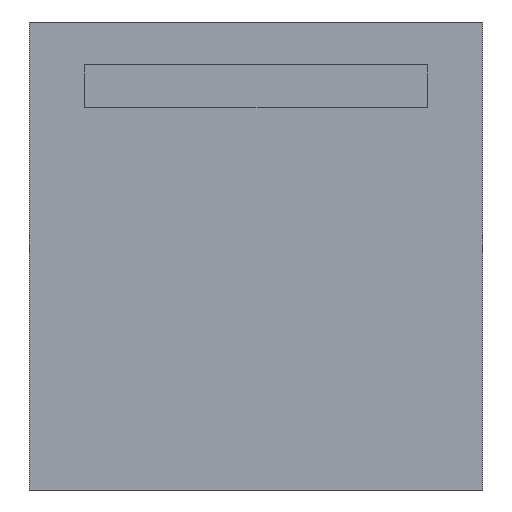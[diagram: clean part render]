
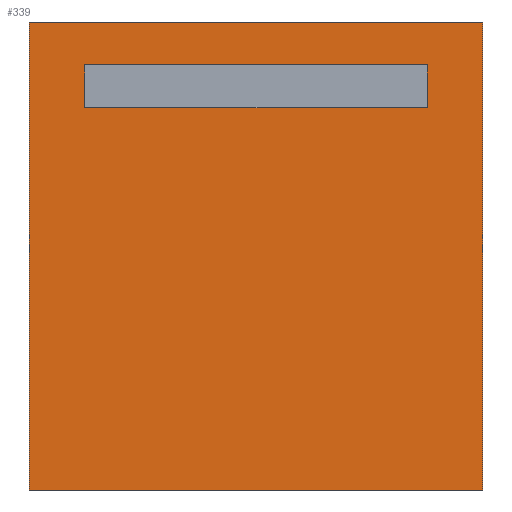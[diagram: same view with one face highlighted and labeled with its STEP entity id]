
A CAD part, left-side view. The second image highlights one B-rep face of the part: STEP entity #339.
In plain terms, the highlighted planar face has unit normal (-1, 0, 0).
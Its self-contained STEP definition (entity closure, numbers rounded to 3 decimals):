
#14 = VERTEX_POINT ( 'NONE', #760 ) ;
#69 = CARTESIAN_POINT ( 'NONE',  ( -6.75, 6., 13.38 ) ) ;
#77 = ORIENTED_EDGE ( 'NONE', *, *, #998, .T. ) ;
#100 = DIRECTION ( 'NONE',  ( 0., -1., 0. ) ) ;
#111 = CARTESIAN_POINT ( 'NONE',  ( -6.75, -6., 13.38 ) ) ;
#139 = EDGE_CURVE ( 'NONE', #1116, #369, #225, .T. ) ;
#179 = EDGE_CURVE ( 'NONE', #682, #244, #827, .T. ) ;
#192 = PLANE ( 'NONE',  #455 ) ;
#197 = EDGE_CURVE ( 'NONE', #14, #1096, #626, .T. ) ;
#202 = ORIENTED_EDGE ( 'NONE', *, *, #319, .F. ) ;
#225 = LINE ( 'NONE', #351, #676 ) ;
#232 = CARTESIAN_POINT ( 'NONE',  ( -6.75, -6., 14.88 ) ) ;
#241 = VECTOR ( 'NONE', #340, 1000. ) ;
#244 = VERTEX_POINT ( 'NONE', #799 ) ;
#299 = EDGE_LOOP ( 'NONE', ( #202, #990, #786, #1056 ) ) ;
#313 = CARTESIAN_POINT ( 'NONE',  ( -6.75, 7.94, 16.38 ) ) ;
#315 = ORIENTED_EDGE ( 'NONE', *, *, #1051, .T. ) ;
#319 = EDGE_CURVE ( 'NONE', #1096, #369, #442, .T. ) ;
#339 = ADVANCED_FACE ( 'NONE', ( #933, #1114 ), #192, .F. ) ;
#340 = DIRECTION ( 'NONE',  ( 0., 0., -1. ) ) ;
#351 = CARTESIAN_POINT ( 'NONE',  ( -6.75, -6., 13.38 ) ) ;
#366 = DIRECTION ( 'NONE',  ( 1., 0., 0. ) ) ;
#369 = VERTEX_POINT ( 'NONE', #111 ) ;
#386 = LINE ( 'NONE', #654, #831 ) ;
#395 = DIRECTION ( 'NONE',  ( 0., -1., 0. ) ) ;
#400 = CARTESIAN_POINT ( 'NONE',  ( -6.75, 7.94, 16.38 ) ) ;
#424 = DIRECTION ( 'NONE',  ( 0., 0., -1. ) ) ;
#432 = EDGE_LOOP ( 'NONE', ( #315, #928, #801, #77 ) ) ;
#442 = LINE ( 'NONE', #450, #913 ) ;
#450 = CARTESIAN_POINT ( 'NONE',  ( -6.75, 6., 13.38 ) ) ;
#453 = DIRECTION ( 'NONE',  ( 0., 0., -1. ) ) ;
#455 = AXIS2_PLACEMENT_3D ( 'NONE', #562, #366, #992 ) ;
#469 = CARTESIAN_POINT ( 'NONE',  ( -6.75, 6., 14.88 ) ) ;
#518 = CARTESIAN_POINT ( 'NONE',  ( -6.75, -7.94, 16.38 ) ) ;
#559 = DIRECTION ( 'NONE',  ( 0., 0., -1. ) ) ;
#562 = CARTESIAN_POINT ( 'NONE',  ( -6.75, 7.94, 16.38 ) ) ;
#574 = DIRECTION ( 'NONE',  ( 0., -1., 0. ) ) ;
#584 = EDGE_CURVE ( 'NONE', #589, #682, #999, .T. ) ;
#589 = VERTEX_POINT ( 'NONE', #313 ) ;
#626 = LINE ( 'NONE', #69, #900 ) ;
#628 = DIRECTION ( 'NONE',  ( 0., -1., 0. ) ) ;
#632 = VECTOR ( 'NONE', #100, 1000. ) ;
#646 = VECTOR ( 'NONE', #395, 1000. ) ;
#654 = CARTESIAN_POINT ( 'NONE',  ( -6.75, 7.94, 0. ) ) ;
#676 = VECTOR ( 'NONE', #424, 1000. ) ;
#682 = VERTEX_POINT ( 'NONE', #518 ) ;
#691 = CARTESIAN_POINT ( 'NONE',  ( -6.75, -7.94, 16.38 ) ) ;
#744 = CARTESIAN_POINT ( 'NONE',  ( -6.75, 6., 13.38 ) ) ;
#760 = CARTESIAN_POINT ( 'NONE',  ( -6.75, 6., 14.88 ) ) ;
#773 = VERTEX_POINT ( 'NONE', #1138 ) ;
#777 = VECTOR ( 'NONE', #559, 1000. ) ;
#786 = ORIENTED_EDGE ( 'NONE', *, *, #934, .T. ) ;
#799 = CARTESIAN_POINT ( 'NONE',  ( -6.75, -7.94, 0. ) ) ;
#801 = ORIENTED_EDGE ( 'NONE', *, *, #584, .F. ) ;
#827 = LINE ( 'NONE', #691, #241 ) ;
#831 = VECTOR ( 'NONE', #574, 1000. ) ;
#900 = VECTOR ( 'NONE', #453, 1000. ) ;
#907 = LINE ( 'NONE', #469, #632 ) ;
#913 = VECTOR ( 'NONE', #628, 1000. ) ;
#923 = CARTESIAN_POINT ( 'NONE',  ( -6.75, 7.94, 16.38 ) ) ;
#928 = ORIENTED_EDGE ( 'NONE', *, *, #179, .F. ) ;
#933 = FACE_BOUND ( 'NONE', #299, .T. ) ;
#934 = EDGE_CURVE ( 'NONE', #14, #1116, #907, .T. ) ;
#990 = ORIENTED_EDGE ( 'NONE', *, *, #197, .F. ) ;
#992 = DIRECTION ( 'NONE',  ( 0., 1., 0. ) ) ;
#998 = EDGE_CURVE ( 'NONE', #589, #773, #1013, .T. ) ;
#999 = LINE ( 'NONE', #400, #646 ) ;
#1013 = LINE ( 'NONE', #923, #777 ) ;
#1051 = EDGE_CURVE ( 'NONE', #773, #244, #386, .T. ) ;
#1056 = ORIENTED_EDGE ( 'NONE', *, *, #139, .T. ) ;
#1096 = VERTEX_POINT ( 'NONE', #744 ) ;
#1114 = FACE_OUTER_BOUND ( 'NONE', #432, .T. ) ;
#1116 = VERTEX_POINT ( 'NONE', #232 ) ;
#1138 = CARTESIAN_POINT ( 'NONE',  ( -6.75, 7.94, 0. ) ) ;
